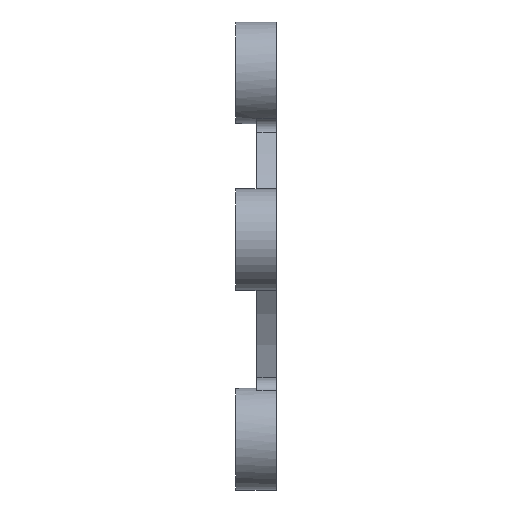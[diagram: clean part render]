
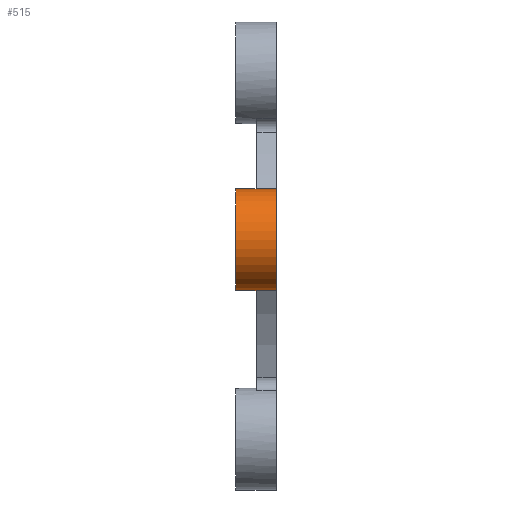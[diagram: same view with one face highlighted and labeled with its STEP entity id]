
A CAD part, front view. The second image highlights one B-rep face of the part: STEP entity #515.
In plain terms, the highlighted cylindrical face has radius 12 mm (diameter 24 mm), a partial arc.
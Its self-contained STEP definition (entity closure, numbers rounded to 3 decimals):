
#165 = VECTOR ( 'NONE', #2377, 1000. ) ;
#182 = ORIENTED_EDGE ( 'NONE', *, *, #2804, .T. ) ;
#443 = ORIENTED_EDGE ( 'NONE', *, *, #1231, .T. ) ;
#515 = ADVANCED_FACE ( 'NONE', ( #2568 ), #1451, .T. ) ;
#587 = CARTESIAN_POINT ( 'NONE',  ( 9.6, -99.103, 0. ) ) ;
#714 = DIRECTION ( 'NONE',  ( 0., 0., -1. ) ) ;
#780 = LINE ( 'NONE', #3312, #3319 ) ;
#848 = AXIS2_PLACEMENT_3D ( 'NONE', #587, #1919, #1109 ) ;
#894 = CARTESIAN_POINT ( 'NONE',  ( 9.6, -99.103, -12. ) ) ;
#967 = CIRCLE ( 'NONE', #848, 12. ) ;
#1109 = DIRECTION ( 'NONE',  ( 0., 0., 1. ) ) ;
#1164 = AXIS2_PLACEMENT_3D ( 'NONE', #2082, #3175, #714 ) ;
#1196 = ORIENTED_EDGE ( 'NONE', *, *, #2613, .F. ) ;
#1231 = EDGE_CURVE ( 'NONE', #2344, #3113, #2052, .T. ) ;
#1240 = CARTESIAN_POINT ( 'NONE',  ( 0., -99.103, -12. ) ) ;
#1323 = CARTESIAN_POINT ( 'NONE',  ( 0., -99.103, 0. ) ) ;
#1451 = CYLINDRICAL_SURFACE ( 'NONE', #1164, 12. ) ;
#1513 = CARTESIAN_POINT ( 'NONE',  ( 8., -99.103, 12. ) ) ;
#1593 = DIRECTION ( 'NONE',  ( 0., 0., 1. ) ) ;
#1629 = DIRECTION ( 'NONE',  ( 1., 0., 0. ) ) ;
#1881 = DIRECTION ( 'NONE',  ( -1., 0., 0. ) ) ;
#1886 = CIRCLE ( 'NONE', #2351, 12. ) ;
#1911 = VERTEX_POINT ( 'NONE', #1240 ) ;
#1919 = DIRECTION ( 'NONE',  ( 1., 0., 0. ) ) ;
#2037 = CARTESIAN_POINT ( 'NONE',  ( 0., -99.103, 12. ) ) ;
#2052 = LINE ( 'NONE', #1513, #165 ) ;
#2082 = CARTESIAN_POINT ( 'NONE',  ( 8., -99.103, 0. ) ) ;
#2083 = EDGE_CURVE ( 'NONE', #3510, #1911, #780, .T. ) ;
#2232 = EDGE_LOOP ( 'NONE', ( #1196, #443, #182, #2542 ) ) ;
#2344 = VERTEX_POINT ( 'NONE', #2868 ) ;
#2351 = AXIS2_PLACEMENT_3D ( 'NONE', #1323, #1629, #1593 ) ;
#2377 = DIRECTION ( 'NONE',  ( -1., 0., 0. ) ) ;
#2542 = ORIENTED_EDGE ( 'NONE', *, *, #2083, .F. ) ;
#2568 = FACE_OUTER_BOUND ( 'NONE', #2232, .T. ) ;
#2613 = EDGE_CURVE ( 'NONE', #2344, #3510, #967, .T. ) ;
#2804 = EDGE_CURVE ( 'NONE', #3113, #1911, #1886, .T. ) ;
#2868 = CARTESIAN_POINT ( 'NONE',  ( 9.6, -99.103, 12. ) ) ;
#3113 = VERTEX_POINT ( 'NONE', #2037 ) ;
#3175 = DIRECTION ( 'NONE',  ( -1., 0., 0. ) ) ;
#3312 = CARTESIAN_POINT ( 'NONE',  ( 8., -99.103, -12. ) ) ;
#3319 = VECTOR ( 'NONE', #1881, 1000. ) ;
#3510 = VERTEX_POINT ( 'NONE', #894 ) ;
